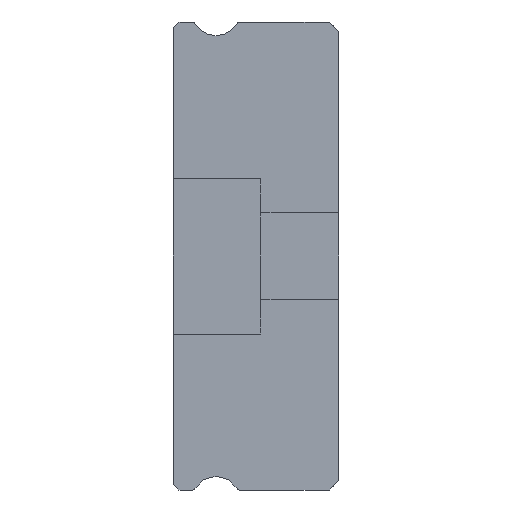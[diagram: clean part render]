
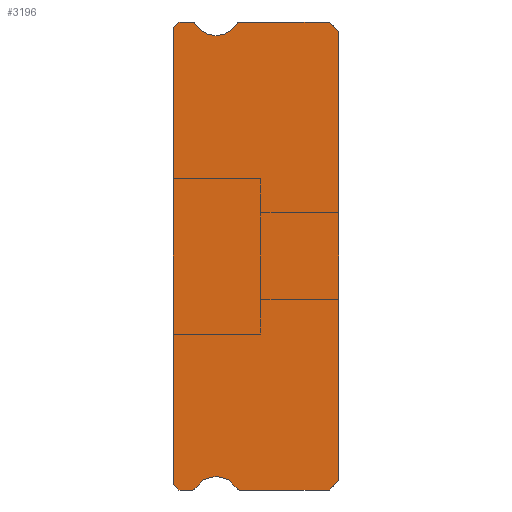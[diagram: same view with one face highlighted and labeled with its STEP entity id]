
A CAD part, left-side view. The second image highlights one B-rep face of the part: STEP entity #3196.
In plain terms, the highlighted planar face has unit normal (-1, 0, 0).
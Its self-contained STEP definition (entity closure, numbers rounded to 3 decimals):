
#10 = VECTOR ( 'NONE', #932, 1000. ) ;
#191 = EDGE_CURVE ( 'NONE', #7741, #2174, #4497, .T. ) ;
#213 = AXIS2_PLACEMENT_3D ( 'NONE', #6454, #1006, #2850 ) ;
#215 = CIRCLE ( 'NONE', #7839, 0.15 ) ;
#275 = EDGE_CURVE ( 'NONE', #6018, #7177, #7026, .T. ) ;
#306 = DIRECTION ( 'NONE',  ( 0., 0., -1. ) ) ;
#337 = CARTESIAN_POINT ( 'NONE',  ( -5., 0., -11.5 ) ) ;
#403 = FACE_OUTER_BOUND ( 'NONE', #4562, .T. ) ;
#442 = DIRECTION ( 'NONE',  ( 0., 0., -1. ) ) ;
#662 = LINE ( 'NONE', #1216, #6842 ) ;
#700 = EDGE_CURVE ( 'NONE', #7593, #5476, #1831, .T. ) ;
#723 = AXIS2_PLACEMENT_3D ( 'NONE', #4067, #2770, #3461 ) ;
#777 = VERTEX_POINT ( 'NONE', #6923 ) ;
#795 = CIRCLE ( 'NONE', #4927, 1.25 ) ;
#919 = ORIENTED_EDGE ( 'NONE', *, *, #3181, .F. ) ;
#921 = CARTESIAN_POINT ( 'NONE',  ( -5., 0.5, -12. ) ) ;
#932 = DIRECTION ( 'NONE',  ( 0., 1., 0. ) ) ;
#973 = DIRECTION ( 'NONE',  ( 1., 0., 0. ) ) ;
#1006 = DIRECTION ( 'NONE',  ( -1., 0., 0. ) ) ;
#1194 = CARTESIAN_POINT ( 'NONE',  ( -5., 7.383, -11.925 ) ) ;
#1199 = CARTESIAN_POINT ( 'NONE',  ( -5., 0.5, 12. ) ) ;
#1216 = CARTESIAN_POINT ( 'NONE',  ( -5., 0., 11.5 ) ) ;
#1465 = CARTESIAN_POINT ( 'NONE',  ( -5., 5.217, 11.925 ) ) ;
#1482 = DIRECTION ( 'NONE',  ( -1., 0., 0. ) ) ;
#1491 = VERTEX_POINT ( 'NONE', #5625 ) ;
#1589 = CARTESIAN_POINT ( 'NONE',  ( -5., 7.512, 11.85 ) ) ;
#1590 = DIRECTION ( 'NONE',  ( 0., 0., -1. ) ) ;
#1654 = CIRCLE ( 'NONE', #4776, 0.15 ) ;
#1711 = VERTEX_POINT ( 'NONE', #1465 ) ;
#1831 = CIRCLE ( 'NONE', #3904, 1.25 ) ;
#1883 = DIRECTION ( 'NONE',  ( 0., 0.707, -0.707 ) ) ;
#1911 = AXIS2_PLACEMENT_3D ( 'NONE', #4012, #2262, #306 ) ;
#1922 = CARTESIAN_POINT ( 'NONE',  ( -5., 8.2, -12. ) ) ;
#1928 = DIRECTION ( 'NONE',  ( 0., 0., -1. ) ) ;
#2035 = DIRECTION ( 'NONE',  ( 0., 0., -1. ) ) ;
#2068 = EDGE_CURVE ( 'NONE', #2174, #777, #7097, .T. ) ;
#2103 = VECTOR ( 'NONE', #3199, 1000. ) ;
#2112 = EDGE_CURVE ( 'NONE', #1711, #6018, #2515, .T. ) ;
#2127 = VECTOR ( 'NONE', #7943, 1000. ) ;
#2128 = AXIS2_PLACEMENT_3D ( 'NONE', #1589, #4063, #442 ) ;
#2174 = VERTEX_POINT ( 'NONE', #4847 ) ;
#2205 = VERTEX_POINT ( 'NONE', #5988 ) ;
#2262 = DIRECTION ( 'NONE',  ( 1., 0., 0. ) ) ;
#2279 = VERTEX_POINT ( 'NONE', #6141 ) ;
#2391 = ORIENTED_EDGE ( 'NONE', *, *, #700, .F. ) ;
#2515 = CIRCLE ( 'NONE', #723, 0.15 ) ;
#2561 = ORIENTED_EDGE ( 'NONE', *, *, #3869, .F. ) ;
#2745 = ORIENTED_EDGE ( 'NONE', *, *, #3643, .T. ) ;
#2770 = DIRECTION ( 'NONE',  ( 1., 0., 0. ) ) ;
#2839 = VECTOR ( 'NONE', #1883, 1000. ) ;
#2850 = DIRECTION ( 'NONE',  ( 0., 0., -1. ) ) ;
#2952 = EDGE_CURVE ( 'NONE', #3057, #2279, #5659, .T. ) ;
#3003 = CARTESIAN_POINT ( 'NONE',  ( -5., 5.217, -11.925 ) ) ;
#3057 = VERTEX_POINT ( 'NONE', #6371 ) ;
#3114 = LINE ( 'NONE', #3760, #2839 ) ;
#3181 = EDGE_CURVE ( 'NONE', #3977, #2205, #6158, .T. ) ;
#3196 = ADVANCED_FACE ( 'NONE', ( #403 ), #5865, .F. ) ;
#3199 = DIRECTION ( 'NONE',  ( 0., -0.707, -0.707 ) ) ;
#3261 = CARTESIAN_POINT ( 'NONE',  ( -5., 6.3, 12.55 ) ) ;
#3378 = DIRECTION ( 'NONE',  ( 0., -1., 0. ) ) ;
#3391 = VERTEX_POINT ( 'NONE', #337 ) ;
#3419 = CARTESIAN_POINT ( 'NONE',  ( -5., 7.512, -11.85 ) ) ;
#3446 = ORIENTED_EDGE ( 'NONE', *, *, #4866, .F. ) ;
#3461 = DIRECTION ( 'NONE',  ( 0., 0., -1. ) ) ;
#3464 = ORIENTED_EDGE ( 'NONE', *, *, #2068, .T. ) ;
#3617 = VERTEX_POINT ( 'NONE', #6002 ) ;
#3643 = EDGE_CURVE ( 'NONE', #2279, #5843, #3114, .T. ) ;
#3668 = CARTESIAN_POINT ( 'NONE',  ( -5., 8.5, 11.7 ) ) ;
#3743 = ORIENTED_EDGE ( 'NONE', *, *, #5879, .F. ) ;
#3760 = CARTESIAN_POINT ( 'NONE',  ( -5., 8.5, 11.7 ) ) ;
#3864 = CARTESIAN_POINT ( 'NONE',  ( -5., 5.088, 12. ) ) ;
#3869 = EDGE_CURVE ( 'NONE', #2205, #1711, #795, .T. ) ;
#3904 = AXIS2_PLACEMENT_3D ( 'NONE', #7371, #5338, #1590 ) ;
#3930 = DIRECTION ( 'NONE',  ( 0., -0.707, -0.707 ) ) ;
#3977 = VERTEX_POINT ( 'NONE', #6508 ) ;
#4012 = CARTESIAN_POINT ( 'NONE',  ( -5., 5.088, -11.85 ) ) ;
#4063 = DIRECTION ( 'NONE',  ( 1., 0., 0. ) ) ;
#4067 = CARTESIAN_POINT ( 'NONE',  ( -5., 5.088, 11.85 ) ) ;
#4497 = LINE ( 'NONE', #1922, #2103 ) ;
#4562 = EDGE_LOOP ( 'NONE', ( #6864, #7222, #3464, #5463, #2391, #6776, #6354, #3743, #6398, #3446, #5955, #5101, #2561, #919, #7187, #4992, #2745 ) ) ;
#4648 = CARTESIAN_POINT ( 'NONE',  ( -5., 7.512, -12. ) ) ;
#4776 = AXIS2_PLACEMENT_3D ( 'NONE', #3419, #973, #2035 ) ;
#4847 = CARTESIAN_POINT ( 'NONE',  ( -5., 8.2, -12. ) ) ;
#4866 = EDGE_CURVE ( 'NONE', #7177, #1491, #5108, .T. ) ;
#4911 = LINE ( 'NONE', #7368, #2127 ) ;
#4927 = AXIS2_PLACEMENT_3D ( 'NONE', #3261, #1482, #5834 ) ;
#4973 = CARTESIAN_POINT ( 'NONE',  ( -5., 0., -11.5 ) ) ;
#4992 = ORIENTED_EDGE ( 'NONE', *, *, #2952, .T. ) ;
#5002 = VECTOR ( 'NONE', #5050, 1000. ) ;
#5019 = VECTOR ( 'NONE', #6226, 1000. ) ;
#5050 = DIRECTION ( 'NONE',  ( 0., 1., 0. ) ) ;
#5101 = ORIENTED_EDGE ( 'NONE', *, *, #2112, .F. ) ;
#5108 = LINE ( 'NONE', #5725, #5201 ) ;
#5201 = VECTOR ( 'NONE', #3930, 1000. ) ;
#5338 = DIRECTION ( 'NONE',  ( -1., 0., 0. ) ) ;
#5437 = CIRCLE ( 'NONE', #1911, 0.15 ) ;
#5463 = ORIENTED_EDGE ( 'NONE', *, *, #6698, .F. ) ;
#5476 = VERTEX_POINT ( 'NONE', #1194 ) ;
#5625 = CARTESIAN_POINT ( 'NONE',  ( -5., 0., 11.5 ) ) ;
#5659 = LINE ( 'NONE', #6942, #5002 ) ;
#5723 = VECTOR ( 'NONE', #6916, 1000. ) ;
#5725 = CARTESIAN_POINT ( 'NONE',  ( -5., 0.5, 12. ) ) ;
#5790 = LINE ( 'NONE', #4648, #10 ) ;
#5809 = DIRECTION ( 'NONE',  ( 0., 0., 1. ) ) ;
#5834 = DIRECTION ( 'NONE',  ( 0., 0., -1. ) ) ;
#5843 = VERTEX_POINT ( 'NONE', #3668 ) ;
#5865 = PLANE ( 'NONE',  #2128 ) ;
#5879 = EDGE_CURVE ( 'NONE', #3391, #6160, #6144, .T. ) ;
#5886 = VECTOR ( 'NONE', #3378, 1000. ) ;
#5955 = ORIENTED_EDGE ( 'NONE', *, *, #275, .F. ) ;
#5988 = CARTESIAN_POINT ( 'NONE',  ( -5., 6.3, 11.3 ) ) ;
#6002 = CARTESIAN_POINT ( 'NONE',  ( -5., 5.088, -12. ) ) ;
#6018 = VERTEX_POINT ( 'NONE', #3864 ) ;
#6141 = CARTESIAN_POINT ( 'NONE',  ( -5., 8.2, 12. ) ) ;
#6144 = LINE ( 'NONE', #4973, #5019 ) ;
#6158 = CIRCLE ( 'NONE', #213, 1.25 ) ;
#6160 = VERTEX_POINT ( 'NONE', #921 ) ;
#6226 = DIRECTION ( 'NONE',  ( 0., 0.707, -0.707 ) ) ;
#6354 = ORIENTED_EDGE ( 'NONE', *, *, #6723, .F. ) ;
#6371 = CARTESIAN_POINT ( 'NONE',  ( -5., 7.512, 12. ) ) ;
#6398 = ORIENTED_EDGE ( 'NONE', *, *, #7037, .T. ) ;
#6429 = CARTESIAN_POINT ( 'NONE',  ( -5., 7.512, 12. ) ) ;
#6454 = CARTESIAN_POINT ( 'NONE',  ( -5., 6.3, 12.55 ) ) ;
#6461 = CARTESIAN_POINT ( 'NONE',  ( -5., 7.512, -12. ) ) ;
#6508 = CARTESIAN_POINT ( 'NONE',  ( -5., 7.383, 11.925 ) ) ;
#6698 = EDGE_CURVE ( 'NONE', #5476, #777, #1654, .T. ) ;
#6723 = EDGE_CURVE ( 'NONE', #6160, #3617, #5790, .T. ) ;
#6776 = ORIENTED_EDGE ( 'NONE', *, *, #7121, .F. ) ;
#6812 = CARTESIAN_POINT ( 'NONE',  ( -5., 7.512, 11.85 ) ) ;
#6842 = VECTOR ( 'NONE', #5809, 1000. ) ;
#6864 = ORIENTED_EDGE ( 'NONE', *, *, #7597, .F. ) ;
#6916 = DIRECTION ( 'NONE',  ( 0., -1., 0. ) ) ;
#6923 = CARTESIAN_POINT ( 'NONE',  ( -5., 7.512, -12. ) ) ;
#6942 = CARTESIAN_POINT ( 'NONE',  ( -5., 8.2, 12. ) ) ;
#7026 = LINE ( 'NONE', #6429, #5723 ) ;
#7037 = EDGE_CURVE ( 'NONE', #3391, #1491, #662, .T. ) ;
#7097 = LINE ( 'NONE', #6461, #5886 ) ;
#7121 = EDGE_CURVE ( 'NONE', #3617, #7593, #5437, .T. ) ;
#7177 = VERTEX_POINT ( 'NONE', #1199 ) ;
#7187 = ORIENTED_EDGE ( 'NONE', *, *, #7540, .F. ) ;
#7222 = ORIENTED_EDGE ( 'NONE', *, *, #191, .T. ) ;
#7368 = CARTESIAN_POINT ( 'NONE',  ( -5., 8.5, 11.85 ) ) ;
#7371 = CARTESIAN_POINT ( 'NONE',  ( -5., 6.3, -12.55 ) ) ;
#7498 = DIRECTION ( 'NONE',  ( 1., 0., 0. ) ) ;
#7535 = CARTESIAN_POINT ( 'NONE',  ( -5., 8.5, -11.7 ) ) ;
#7540 = EDGE_CURVE ( 'NONE', #3057, #3977, #215, .T. ) ;
#7593 = VERTEX_POINT ( 'NONE', #3003 ) ;
#7597 = EDGE_CURVE ( 'NONE', #7741, #5843, #4911, .T. ) ;
#7741 = VERTEX_POINT ( 'NONE', #7535 ) ;
#7839 = AXIS2_PLACEMENT_3D ( 'NONE', #6812, #7498, #1928 ) ;
#7943 = DIRECTION ( 'NONE',  ( 0., 0., 1. ) ) ;
